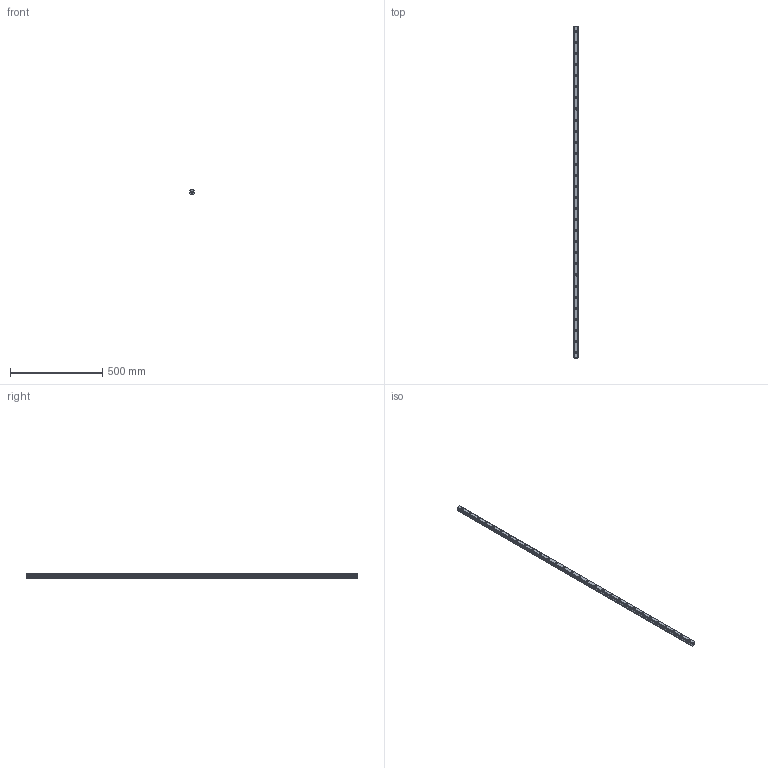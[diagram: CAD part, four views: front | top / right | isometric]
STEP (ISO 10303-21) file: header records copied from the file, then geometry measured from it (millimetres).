
FILE_DESCRIPTION(('STEP AP214'),'1');
FILE_NAME('cctmp_00F6C3B5-B8E6-44C6-88C6-D917D041A72E_2020_5_28_14_42_28_187..stp','2020-05-28T12:42:28',('HIWIN GmbH'),('CADClick - www.CADClick.com'),'Spatial InterOp 3D',' ','unknown authorization');
FILE_SCHEMA(('AUTOMOTIVE_DESIGN'));
Length unit declared in the file: millimetre
Products named in the file (1): HGR25R1800H_FILE
Bounding box: 23 x 1800 x 22 mm (x, y, z)
Volume: 748324.6 mm3; surface area: 185246.7 mm2
Topology: 1 solids, 1 shells, 471 faces, 1215 edges, 810 vertices
Faces by surface type: plane 269, cylinder 202
Entity records: 18465 total; most frequent: DIRECTION 2803, CARTESIAN_POINT 2497, ORIENTED_EDGE 2430, EDGE_CURVE 1215, AXIS2_PLACEMENT_3D 1116, VERTEX_POINT 810, LINE 571, VECTOR 571
